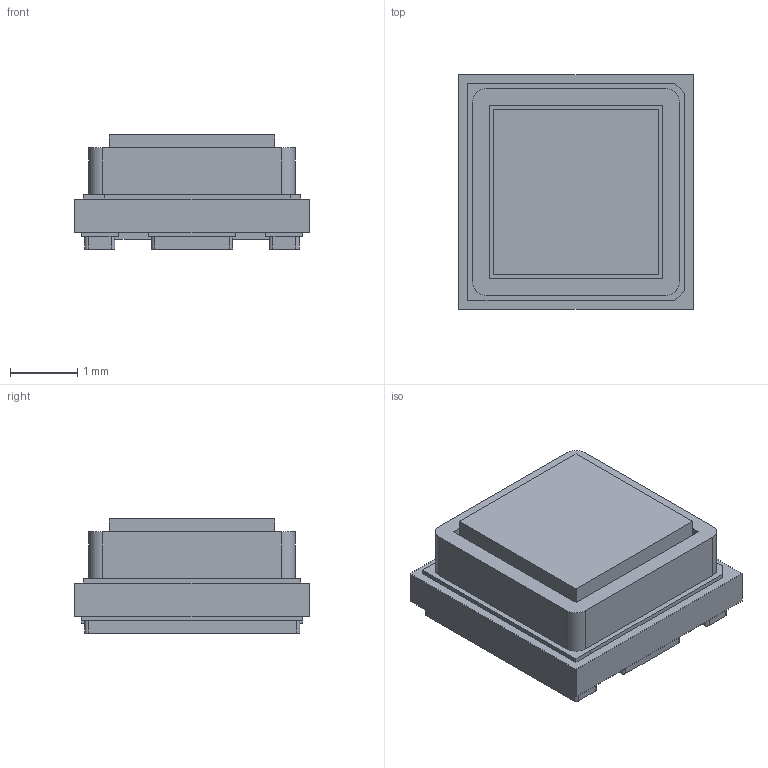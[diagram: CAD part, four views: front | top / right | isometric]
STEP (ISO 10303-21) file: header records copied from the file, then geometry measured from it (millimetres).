
FILE_DESCRIPTION (( 'STEP AP203' ), '1' );
FILE_NAME ('SU_CULCN1_VC_geometry.STEP', '2021-06-08T01:31:25', ( '' ), ( '' ), 'SwSTEP 2.0', 'SolidWorks 2017', '' );
FILE_SCHEMA (( 'CONFIG_CONTROL_DESIGN' ));
Length unit declared in the file: millimetre
Products named in the file (1): SU_CULCN1_VC_geometry
Bounding box: 3.5 x 3.5 x 1.7 mm (x, y, z)
Volume: 16.5 mm3; surface area: 51.3 mm2
Topology: 1 solids, 1 shells, 100 faces, 270 edges, 177 vertices
Faces by surface type: plane 84, cylinder 16
Entity records: 3219 total; most frequent: CARTESIAN_POINT 738, ORIENTED_EDGE 540, DIRECTION 420, EDGE_CURVE 270, LINE 206, VECTOR 206, VERTEX_POINT 177, AXIS2_PLACEMENT_3D 107
